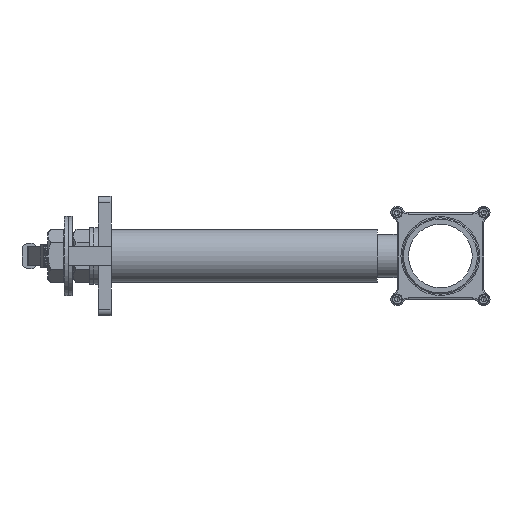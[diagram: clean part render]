
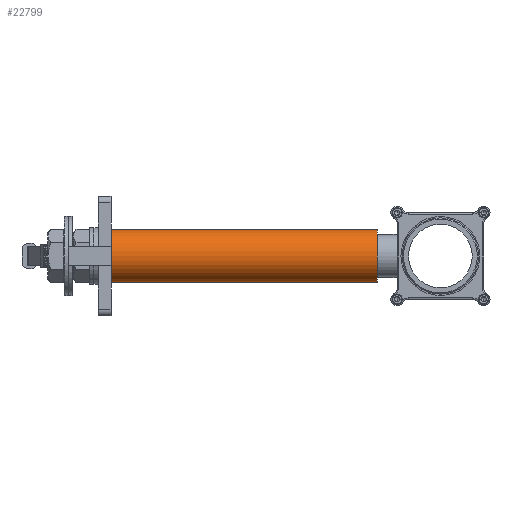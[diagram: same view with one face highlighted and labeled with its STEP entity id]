
A CAD part, left-side view. The second image highlights one B-rep face of the part: STEP entity #22799.
In plain terms, the highlighted cylindrical face has radius 21 mm (diameter 42 mm), a partial arc.
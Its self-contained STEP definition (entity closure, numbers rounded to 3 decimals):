
#216 = DIRECTION ( 'NONE',  ( 0., -1., 0. ) ) ;
#569 = ORIENTED_EDGE ( 'NONE', *, *, #45460, .T. ) ;
#1196 = EDGE_CURVE ( 'NONE', #76560, #35172, #24038, .T. ) ;
#2059 = VECTOR ( 'NONE', #72238, 1000. ) ;
#2597 = ORIENTED_EDGE ( 'NONE', *, *, #1196, .T. ) ;
#2916 = DIRECTION ( 'NONE',  ( 0., 0., -1. ) ) ;
#7872 = AXIS2_PLACEMENT_3D ( 'NONE', #68887, #9605, #2916 ) ;
#8024 = CARTESIAN_POINT ( 'NONE',  ( 0., 49.67, 21. ) ) ;
#8344 = DIRECTION ( 'NONE',  ( 0., -1., 0. ) ) ;
#9605 = DIRECTION ( 'NONE',  ( 0., -1., 0. ) ) ;
#10891 = LINE ( 'NONE', #23941, #55727 ) ;
#11219 = AXIS2_PLACEMENT_3D ( 'NONE', #62494, #8344, #20623 ) ;
#16300 = ORIENTED_EDGE ( 'NONE', *, *, #74306, .F. ) ;
#17548 = CIRCLE ( 'NONE', #11219, 21. ) ;
#20394 = CARTESIAN_POINT ( 'NONE',  ( 0., 49.67, -21. ) ) ;
#20623 = DIRECTION ( 'NONE',  ( 0., 0., -1. ) ) ;
#22799 = ADVANCED_FACE ( 'NONE', ( #32134 ), #62548, .T. ) ;
#23941 = CARTESIAN_POINT ( 'NONE',  ( 0., 0., 21. ) ) ;
#24038 = LINE ( 'NONE', #48137, #2059 ) ;
#27806 = AXIS2_PLACEMENT_3D ( 'NONE', #56229, #75596, #75197 ) ;
#31859 = CIRCLE ( 'NONE', #7872, 21. ) ;
#32134 = FACE_OUTER_BOUND ( 'NONE', #45475, .T. ) ;
#35172 = VERTEX_POINT ( 'NONE', #20394 ) ;
#38136 = CARTESIAN_POINT ( 'NONE',  ( 0., 259., 21. ) ) ;
#45460 = EDGE_CURVE ( 'NONE', #49913, #76560, #17548, .T. ) ;
#45475 = EDGE_LOOP ( 'NONE', ( #65884, #569, #2597, #16300 ) ) ;
#48137 = CARTESIAN_POINT ( 'NONE',  ( 0., 0., -21. ) ) ;
#49913 = VERTEX_POINT ( 'NONE', #38136 ) ;
#55727 = VECTOR ( 'NONE', #216, 1000. ) ;
#56229 = CARTESIAN_POINT ( 'NONE',  ( 0., 0., 0. ) ) ;
#62494 = CARTESIAN_POINT ( 'NONE',  ( 0., 259., 0. ) ) ;
#62548 = CYLINDRICAL_SURFACE ( 'NONE', #27806, 21. ) ;
#64157 = CARTESIAN_POINT ( 'NONE',  ( 0., 259., -21. ) ) ;
#65884 = ORIENTED_EDGE ( 'NONE', *, *, #68953, .F. ) ;
#68887 = CARTESIAN_POINT ( 'NONE',  ( 0., 49.67, 0. ) ) ;
#68953 = EDGE_CURVE ( 'NONE', #49913, #73962, #10891, .T. ) ;
#72238 = DIRECTION ( 'NONE',  ( 0., -1., 0. ) ) ;
#73962 = VERTEX_POINT ( 'NONE', #8024 ) ;
#74306 = EDGE_CURVE ( 'NONE', #73962, #35172, #31859, .T. ) ;
#75197 = DIRECTION ( 'NONE',  ( 0., 0., -1. ) ) ;
#75596 = DIRECTION ( 'NONE',  ( 0., -1., 0. ) ) ;
#76560 = VERTEX_POINT ( 'NONE', #64157 ) ;
